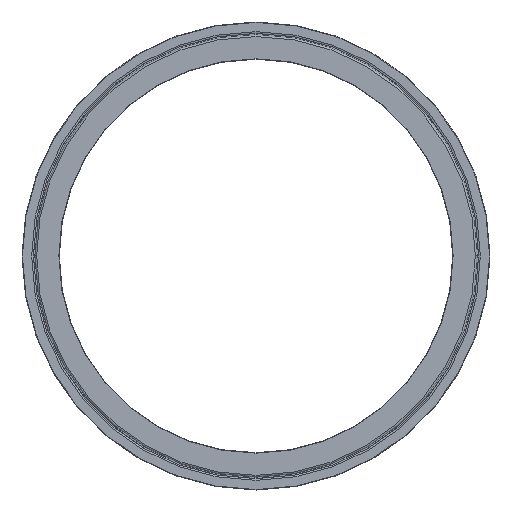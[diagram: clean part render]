
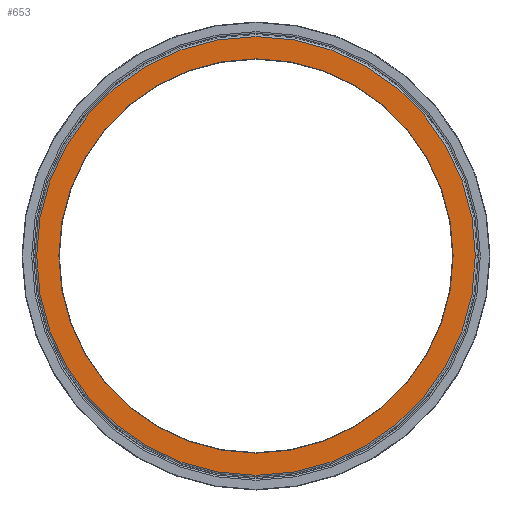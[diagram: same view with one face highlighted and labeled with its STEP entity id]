
A CAD part, top view. The second image highlights one B-rep face of the part: STEP entity #653.
In plain terms, the highlighted planar face has unit normal (0, 0, 1).
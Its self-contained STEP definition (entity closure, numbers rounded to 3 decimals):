
#53 = EDGE_CURVE ( 'NONE', #254, #786, #707, .T. ) ;
#70 = AXIS2_PLACEMENT_3D ( 'NONE', #1251, #341, #439 ) ;
#84 = EDGE_LOOP ( 'NONE', ( #1193, #1252 ) ) ;
#127 = CARTESIAN_POINT ( 'NONE',  ( 0., 0., 11143.549 ) ) ;
#136 = CARTESIAN_POINT ( 'NONE',  ( -444., 0., 11143.549 ) ) ;
#184 = CARTESIAN_POINT ( 'NONE',  ( -494., 0., 11143.549 ) ) ;
#187 = CARTESIAN_POINT ( 'NONE',  ( 0., 0., 11143.549 ) ) ;
#194 = AXIS2_PLACEMENT_3D ( 'NONE', #296, #398, #990 ) ;
#214 = DIRECTION ( 'NONE',  ( -1., 0., 0. ) ) ;
#254 = VERTEX_POINT ( 'NONE', #855 ) ;
#296 = CARTESIAN_POINT ( 'NONE',  ( 0., 0., 11143.549 ) ) ;
#301 = AXIS2_PLACEMENT_3D ( 'NONE', #127, #337, #601 ) ;
#307 = ORIENTED_EDGE ( 'NONE', *, *, #481, .T. ) ;
#319 = PLANE ( 'NONE',  #645 ) ;
#337 = DIRECTION ( 'NONE',  ( 0., 0., -1. ) ) ;
#341 = DIRECTION ( 'NONE',  ( 0., 0., -1. ) ) ;
#398 = DIRECTION ( 'NONE',  ( 0., 0., -1. ) ) ;
#416 = EDGE_CURVE ( 'NONE', #861, #521, #585, .T. ) ;
#419 = DIRECTION ( 'NONE',  ( 0., 0., -1. ) ) ;
#439 = DIRECTION ( 'NONE',  ( -1., 0., 0. ) ) ;
#478 = DIRECTION ( 'NONE',  ( 0., 0., -1. ) ) ;
#481 = EDGE_CURVE ( 'NONE', #786, #254, #1244, .T. ) ;
#494 = CARTESIAN_POINT ( 'NONE',  ( 494., 0., 11143.549 ) ) ;
#521 = VERTEX_POINT ( 'NONE', #494 ) ;
#557 = EDGE_CURVE ( 'NONE', #521, #861, #1005, .T. ) ;
#585 = CIRCLE ( 'NONE', #712, 494. ) ;
#601 = DIRECTION ( 'NONE',  ( -1., 0., 0. ) ) ;
#621 = FACE_OUTER_BOUND ( 'NONE', #84, .T. ) ;
#645 = AXIS2_PLACEMENT_3D ( 'NONE', #1028, #419, #214 ) ;
#653 = ADVANCED_FACE ( 'NONE', ( #621, #916 ), #319, .F. ) ;
#707 = CIRCLE ( 'NONE', #301, 444. ) ;
#712 = AXIS2_PLACEMENT_3D ( 'NONE', #187, #478, #1318 ) ;
#786 = VERTEX_POINT ( 'NONE', #136 ) ;
#855 = CARTESIAN_POINT ( 'NONE',  ( 444., 0., 11143.549 ) ) ;
#861 = VERTEX_POINT ( 'NONE', #184 ) ;
#916 = FACE_BOUND ( 'NONE', #1126, .T. ) ;
#945 = ORIENTED_EDGE ( 'NONE', *, *, #53, .T. ) ;
#990 = DIRECTION ( 'NONE',  ( -1., 0., 0. ) ) ;
#1005 = CIRCLE ( 'NONE', #70, 494. ) ;
#1028 = CARTESIAN_POINT ( 'NONE',  ( 494., 0., 11143.549 ) ) ;
#1126 = EDGE_LOOP ( 'NONE', ( #945, #307 ) ) ;
#1193 = ORIENTED_EDGE ( 'NONE', *, *, #416, .F. ) ;
#1244 = CIRCLE ( 'NONE', #194, 444. ) ;
#1251 = CARTESIAN_POINT ( 'NONE',  ( 0., 0., 11143.549 ) ) ;
#1252 = ORIENTED_EDGE ( 'NONE', *, *, #557, .F. ) ;
#1318 = DIRECTION ( 'NONE',  ( -1., 0., 0. ) ) ;
